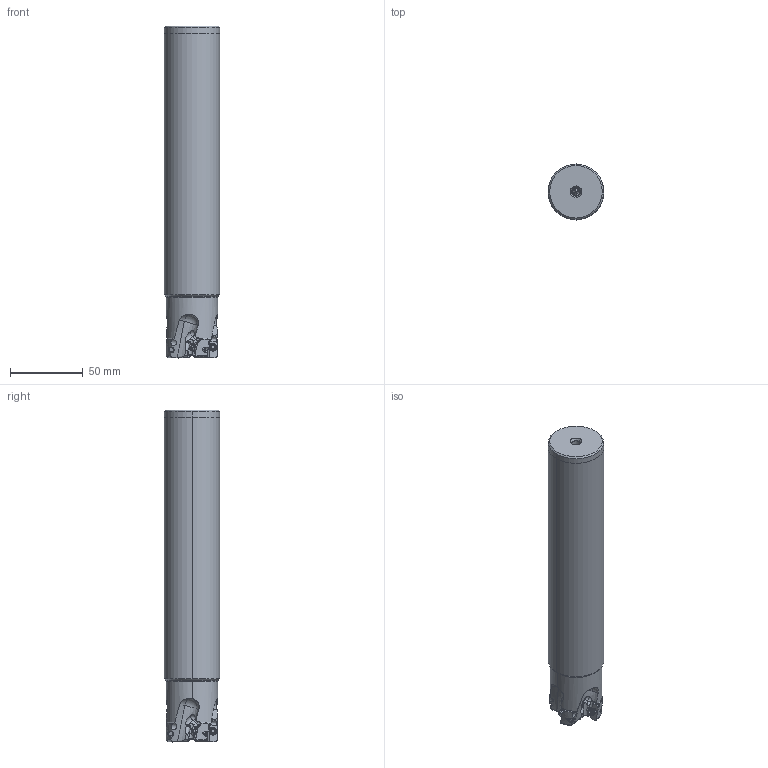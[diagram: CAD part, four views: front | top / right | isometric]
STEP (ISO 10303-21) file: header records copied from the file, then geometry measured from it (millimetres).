
FILE_DESCRIPTION(/* description */ (''),/* implementation_level */ '2;1');
FILE_NAME(/* name */ 'APX4000UR244SA24LB.stp',/* time_stamp */ '2021-09-08T11:43:09+09:00',/* author */ (''),/* organization */ (''),/* preprocessor_version */ 'ST-DEVELOPER v16',/* originating_system */ 'SIEMENS PLM Software NX 10.0',/* authorisation */ '');
FILE_SCHEMA (('AUTOMOTIVE_DESIGN { 1 0 10303 214 3 1 1 1 }'));
Length unit declared in the file: millimetre
Products named in the file (1): APX4000UR244SA24LB_ASM
Bounding box: 38.1 x 38.1 x 227.59 mm (x, y, z)
Volume: 235177.7 mm3; surface area: 34888.7 mm2
Topology: 5 solids, 5 shells, 345 faces, 1066 edges, 740 vertices
Faces by surface type: cylinder 146, plane 79, cone 58, sphere 28, torus 26, bspline 8
Entity records: 18541 total; most frequent: CARTESIAN_POINT 8996, ORIENTED_EDGE 2092, DIRECTION 1869, EDGE_CURVE 1046, AXIS2_PLACEMENT_3D 815, VERTEX_POINT 710, CIRCLE 398, B_SPLINE_CURVE_WITH_KNOTS 361
